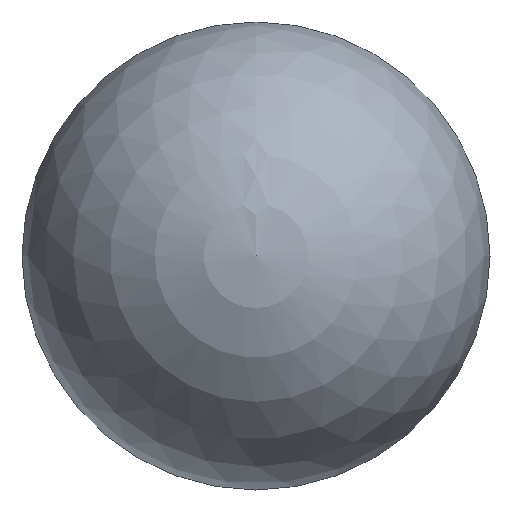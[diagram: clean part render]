
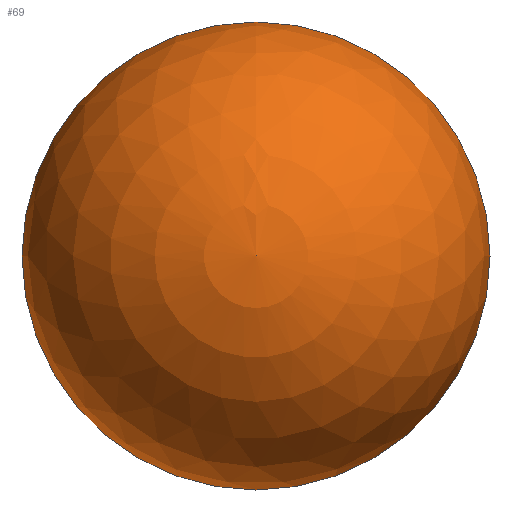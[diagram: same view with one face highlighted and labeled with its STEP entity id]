
A CAD part, front view. The second image highlights one B-rep face of the part: STEP entity #69.
In plain terms, the highlighted spherical face has radius 10 mm.
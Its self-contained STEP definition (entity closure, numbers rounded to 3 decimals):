
#18=FACE_OUTER_BOUND('',#21,.T.);
#21=EDGE_LOOP('',(#49,#50,#51,#52,#53));
#24=CIRCLE('',#87,10.);
#25=CIRCLE('',#88,10.);
#26=CIRCLE('',#89,10.);
#27=CIRCLE('',#90,10.);
#32=VERTEX_POINT('',#124);
#33=VERTEX_POINT('',#125);
#34=VERTEX_POINT('',#127);
#35=VERTEX_POINT('',#129);
#40=EDGE_CURVE('',#32,#33,#24,.T.);
#41=EDGE_CURVE('',#34,#33,#25,.T.);
#42=EDGE_CURVE('',#33,#35,#26,.T.);
#43=EDGE_CURVE('',#35,#32,#27,.T.);
#49=ORIENTED_EDGE('',*,*,#40,.T.);
#50=ORIENTED_EDGE('',*,*,#41,.F.);
#51=ORIENTED_EDGE('',*,*,#41,.T.);
#52=ORIENTED_EDGE('',*,*,#42,.T.);
#53=ORIENTED_EDGE('',*,*,#43,.T.);
#67=SPHERICAL_SURFACE('',#86,10.);
#69=ADVANCED_FACE('',(#18),#67,.T.);
#86=AXIS2_PLACEMENT_3D('',#123,#99,#100);
#87=AXIS2_PLACEMENT_3D('',#126,#101,#102);
#88=AXIS2_PLACEMENT_3D('',#128,#103,#104);
#89=AXIS2_PLACEMENT_3D('',#130,#105,#106);
#90=AXIS2_PLACEMENT_3D('',#131,#107,#108);
#99=DIRECTION('center_axis',(0.,-1.,0.));
#100=DIRECTION('ref_axis',(0.,0.,-1.));
#101=DIRECTION('center_axis',(0.,-1.,0.));
#102=DIRECTION('ref_axis',(1.,0.,0.));
#103=DIRECTION('center_axis',(-1.,0.,0.));
#104=DIRECTION('ref_axis',(0.,0.,1.));
#105=DIRECTION('center_axis',(0.,-1.,0.));
#106=DIRECTION('ref_axis',(1.,0.,0.));
#107=DIRECTION('center_axis',(0.,-1.,0.));
#108=DIRECTION('ref_axis',(1.,0.,0.));
#123=CARTESIAN_POINT('Origin',(0.,-10.,0.));
#124=CARTESIAN_POINT('',(10.,-10.,0.));
#125=CARTESIAN_POINT('',(0.,-10.,10.));
#126=CARTESIAN_POINT('Origin',(0.,-10.,0.));
#127=CARTESIAN_POINT('',(0.,-20.,0.));
#128=CARTESIAN_POINT('Origin',(0.,-10.,0.));
#129=CARTESIAN_POINT('',(-10.,-10.,0.));
#130=CARTESIAN_POINT('Origin',(0.,-10.,0.));
#131=CARTESIAN_POINT('Origin',(0.,-10.,0.));
